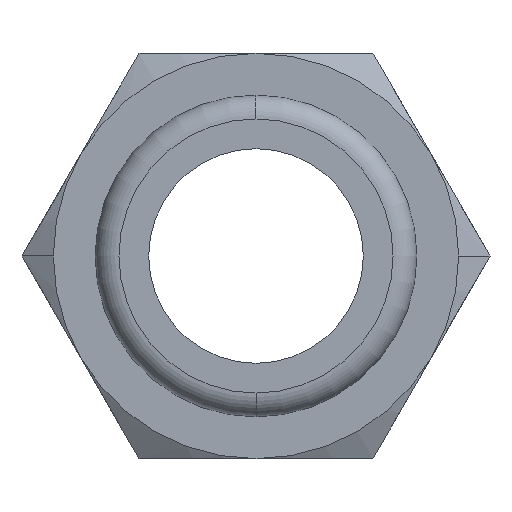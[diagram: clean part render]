
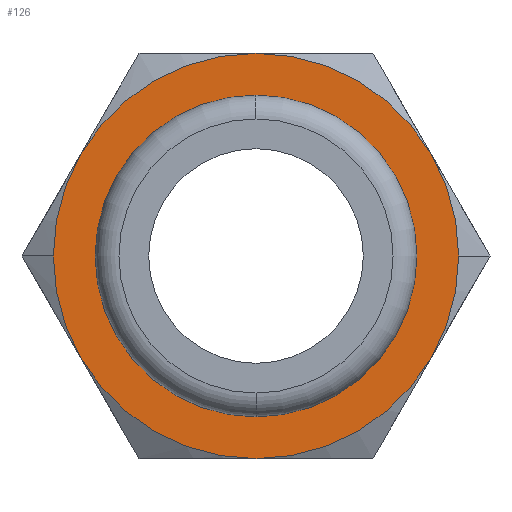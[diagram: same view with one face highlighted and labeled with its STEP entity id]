
A CAD part, front view. The second image highlights one B-rep face of the part: STEP entity #126.
In plain terms, the highlighted planar face has unit normal (0, -1, 0).
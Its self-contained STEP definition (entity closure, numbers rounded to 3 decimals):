
#126=ADVANCED_FACE('',(#256,#257),#258,.T.);
#256=FACE_OUTER_BOUND('',#387,.T.);
#257=FACE_BOUND('',#388,.T.);
#258=PLANE('',#389);
#387=EDGE_LOOP('',(#668,#669,#670,#671,#672,#673,#674,#675));
#388=EDGE_LOOP('',(#676,#677));
#389=AXIS2_PLACEMENT_3D('',#678,#679,#680);
#668=ORIENTED_EDGE('',*,*,#762,.T.);
#669=ORIENTED_EDGE('',*,*,#841,.T.);
#670=ORIENTED_EDGE('',*,*,#863,.T.);
#671=ORIENTED_EDGE('',*,*,#844,.T.);
#672=ORIENTED_EDGE('',*,*,#864,.T.);
#673=ORIENTED_EDGE('',*,*,#861,.T.);
#674=ORIENTED_EDGE('',*,*,#758,.T.);
#675=ORIENTED_EDGE('',*,*,#776,.T.);
#676=ORIENTED_EDGE('',*,*,#825,.F.);
#677=ORIENTED_EDGE('',*,*,#779,.F.);
#678=CARTESIAN_POINT('',(-4.25,15.5,0.0));
#679=DIRECTION('',(0.,-1.0,0.0));
#680=DIRECTION('',(-1.0,0.,0.0));
#758=EDGE_CURVE('',#892,#890,#893,.T.);
#762=EDGE_CURVE('',#899,#897,#900,.T.);
#776=EDGE_CURVE('',#890,#899,#921,.T.);
#779=EDGE_CURVE('',#924,#926,#927,.T.);
#825=EDGE_CURVE('',#926,#924,#996,.T.);
#841=EDGE_CURVE('',#897,#982,#1018,.T.);
#844=EDGE_CURVE('',#961,#972,#1021,.T.);
#861=EDGE_CURVE('',#1036,#892,#1039,.T.);
#863=EDGE_CURVE('',#982,#961,#1041,.T.);
#864=EDGE_CURVE('',#972,#1036,#1042,.T.);
#890=VERTEX_POINT('',#1068);
#892=VERTEX_POINT('',#1081);
#893=CIRCLE('',#1082,8.5);
#897=VERTEX_POINT('',#1097);
#899=VERTEX_POINT('',#1100);
#900=CIRCLE('',#1101,8.5);
#921=CIRCLE('',#1159,8.5);
#924=VERTEX_POINT('',#1162);
#926=VERTEX_POINT('',#1165);
#927=CIRCLE('',#1166,6.75);
#961=VERTEX_POINT('',#1208);
#972=VERTEX_POINT('',#1244);
#982=VERTEX_POINT('',#1278);
#996=CIRCLE('',#1318,6.75);
#1018=CIRCLE('',#1344,8.5);
#1021=CIRCLE('',#1347,8.5);
#1036=VERTEX_POINT('',#1365);
#1039=CIRCLE('',#1380,8.5);
#1041=CIRCLE('',#1382,8.5);
#1042=CIRCLE('',#1383,8.5);
#1068=CARTESIAN_POINT('',(0.,15.5,8.5));
#1081=CARTESIAN_POINT('',(7.361,15.5,4.25));
#1082=AXIS2_PLACEMENT_3D('',#1414,#1415,#1416);
#1097=CARTESIAN_POINT('',(-8.5,15.5,0.));
#1100=CARTESIAN_POINT('',(-7.361,15.5,4.25));
#1101=AXIS2_PLACEMENT_3D('',#1418,#1419,#1420);
#1159=AXIS2_PLACEMENT_3D('',#1434,#1435,#1436);
#1162=CARTESIAN_POINT('',(6.75,15.5,0.));
#1165=CARTESIAN_POINT('',(-6.75,15.5,0.));
#1166=AXIS2_PLACEMENT_3D('',#1438,#1439,#1440);
#1208=CARTESIAN_POINT('',(0.,15.5,-8.5));
#1244=CARTESIAN_POINT('',(7.361,15.5,-4.25));
#1278=CARTESIAN_POINT('',(-7.361,15.5,-4.25));
#1318=AXIS2_PLACEMENT_3D('',#1494,#1495,#1496);
#1344=AXIS2_PLACEMENT_3D('',#1519,#1520,#1521);
#1347=AXIS2_PLACEMENT_3D('',#1522,#1523,#1524);
#1365=CARTESIAN_POINT('',(8.5,15.5,0.));
#1380=AXIS2_PLACEMENT_3D('',#1541,#1542,#1543);
#1382=AXIS2_PLACEMENT_3D('',#1544,#1545,#1546);
#1383=AXIS2_PLACEMENT_3D('',#1547,#1548,#1549);
#1414=CARTESIAN_POINT('',(0.,15.5,0.0));
#1415=DIRECTION('',(0.,-1.0,0.0));
#1416=DIRECTION('',(-1.0,0.,0.0));
#1418=CARTESIAN_POINT('',(0.,15.5,0.0));
#1419=DIRECTION('',(0.,-1.0,0.0));
#1420=DIRECTION('',(-1.0,0.,0.0));
#1434=CARTESIAN_POINT('',(0.,15.5,0.0));
#1435=DIRECTION('',(0.,-1.0,0.0));
#1436=DIRECTION('',(-1.0,0.,0.0));
#1438=CARTESIAN_POINT('',(0.0,15.5,0.0));
#1439=DIRECTION('',(0.,-1.0,0.0));
#1440=DIRECTION('',(1.0,0.,0.0));
#1494=CARTESIAN_POINT('',(0.0,15.5,0.0));
#1495=DIRECTION('',(0.,-1.0,0.0));
#1496=DIRECTION('',(1.0,0.,0.0));
#1519=CARTESIAN_POINT('',(0.,15.5,0.0));
#1520=DIRECTION('',(0.,-1.0,0.0));
#1521=DIRECTION('',(-1.0,0.,0.0));
#1522=CARTESIAN_POINT('',(0.,15.5,0.0));
#1523=DIRECTION('',(0.,-1.0,0.0));
#1524=DIRECTION('',(-1.0,0.,0.0));
#1541=CARTESIAN_POINT('',(0.,15.5,0.0));
#1542=DIRECTION('',(0.,-1.0,0.0));
#1543=DIRECTION('',(-1.0,0.,0.0));
#1544=CARTESIAN_POINT('',(0.,15.5,0.0));
#1545=DIRECTION('',(0.,-1.0,0.0));
#1546=DIRECTION('',(-1.0,0.,0.0));
#1547=CARTESIAN_POINT('',(0.,15.5,0.0));
#1548=DIRECTION('',(0.,-1.0,0.0));
#1549=DIRECTION('',(-1.0,0.,0.0));
